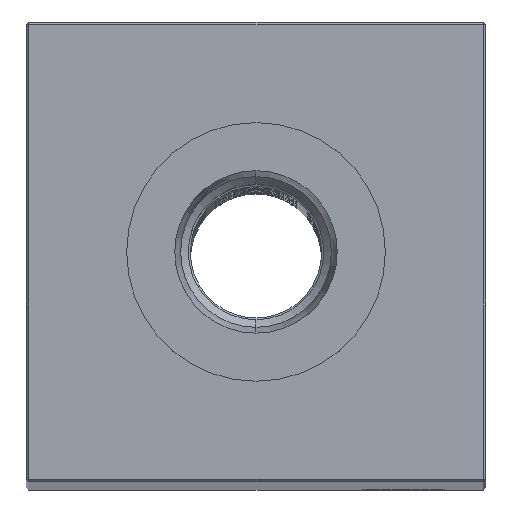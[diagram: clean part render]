
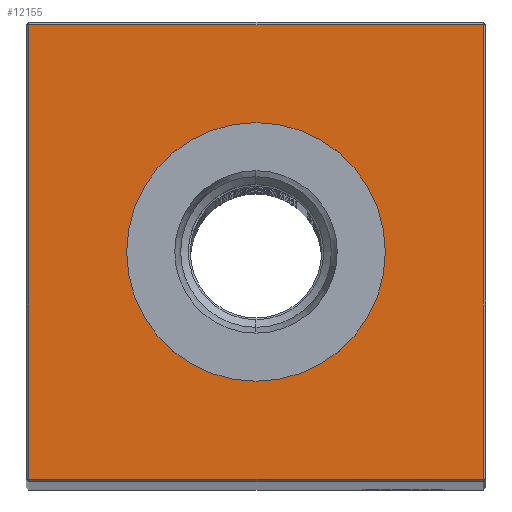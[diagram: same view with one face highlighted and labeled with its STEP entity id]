
A CAD part, top view. The second image highlights one B-rep face of the part: STEP entity #12155.
In plain terms, the highlighted planar face has unit normal (0, 0, 1).
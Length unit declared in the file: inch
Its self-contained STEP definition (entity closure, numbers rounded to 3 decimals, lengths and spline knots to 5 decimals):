
#742 = EDGE_CURVE ( 'NONE', #7784, #14060, #31232, .T. ) ;
#1347 = EDGE_CURVE ( 'NONE', #5138, #13716, #25369, .T. ) ;
#1485 = DIRECTION ( 'NONE',  ( -1., 0., 0. ) ) ;
#1524 = CARTESIAN_POINT ( 'NONE',  ( 0.865, -0.865, 17.75 ) ) ;
#2986 = CARTESIAN_POINT ( 'NONE',  ( 0., -0.865, 17.75 ) ) ;
#3127 = EDGE_CURVE ( 'NONE', #23824, #31347, #27455, .T. ) ;
#3808 = DIRECTION ( 'NONE',  ( 0., 0., -1. ) ) ;
#4312 = CARTESIAN_POINT ( 'NONE',  ( 0., -0.49213, 17.75 ) ) ;
#5138 = VERTEX_POINT ( 'NONE', #21488 ) ;
#5772 = CARTESIAN_POINT ( 'NONE',  ( 0., 0.49213, 17.75 ) ) ;
#5861 = VECTOR ( 'NONE', #13134, 39.37008 ) ;
#6183 = CARTESIAN_POINT ( 'NONE',  ( 0., 0., 17.75 ) ) ;
#6468 = DIRECTION ( 'NONE',  ( -1., 0., 0. ) ) ;
#6632 = ORIENTED_EDGE ( 'NONE', *, *, #1347, .T. ) ;
#7587 = EDGE_CURVE ( 'NONE', #31347, #23824, #21390, .T. ) ;
#7784 = VERTEX_POINT ( 'NONE', #27605 ) ;
#8135 = CARTESIAN_POINT ( 'NONE',  ( 0., 0., 17.75 ) ) ;
#9388 = VECTOR ( 'NONE', #10232, 39.37008 ) ;
#9547 = LINE ( 'NONE', #19655, #32515 ) ;
#9599 = ORIENTED_EDGE ( 'NONE', *, *, #22349, .T. ) ;
#10232 = DIRECTION ( 'NONE',  ( -1., 0., 0. ) ) ;
#10606 = DIRECTION ( 'NONE',  ( 0., -1., 0. ) ) ;
#11405 = EDGE_LOOP ( 'NONE', ( #14846, #16134 ) ) ;
#12155 = ADVANCED_FACE ( 'NONE', ( #13813, #26938 ), #24284, .F. ) ;
#12797 = DIRECTION ( 'NONE',  ( -1., 0., 0. ) ) ;
#13134 = DIRECTION ( 'NONE',  ( 1., 0., 0. ) ) ;
#13259 = LINE ( 'NONE', #31039, #24699 ) ;
#13716 = VERTEX_POINT ( 'NONE', #19172 ) ;
#13813 = FACE_OUTER_BOUND ( 'NONE', #30977, .T. ) ;
#14060 = VERTEX_POINT ( 'NONE', #1524 ) ;
#14534 = ORIENTED_EDGE ( 'NONE', *, *, #27736, .T. ) ;
#14846 = ORIENTED_EDGE ( 'NONE', *, *, #7587, .T. ) ;
#15184 = AXIS2_PLACEMENT_3D ( 'NONE', #8135, #15779, #12797 ) ;
#15520 = AXIS2_PLACEMENT_3D ( 'NONE', #6183, #31590, #1485 ) ;
#15779 = DIRECTION ( 'NONE',  ( 0., 0., -1. ) ) ;
#16134 = ORIENTED_EDGE ( 'NONE', *, *, #3127, .T. ) ;
#18067 = ORIENTED_EDGE ( 'NONE', *, *, #742, .T. ) ;
#19172 = CARTESIAN_POINT ( 'NONE',  ( -0.865, 0.865, 17.75 ) ) ;
#19655 = CARTESIAN_POINT ( 'NONE',  ( 0.865, 0., 17.75 ) ) ;
#21390 = CIRCLE ( 'NONE', #28287, 0.49213 ) ;
#21488 = CARTESIAN_POINT ( 'NONE',  ( 0.865, 0.865, 17.75 ) ) ;
#22349 = EDGE_CURVE ( 'NONE', #14060, #5138, #9547, .T. ) ;
#23824 = VERTEX_POINT ( 'NONE', #4312 ) ;
#24284 = PLANE ( 'NONE',  #15520 ) ;
#24418 = CARTESIAN_POINT ( 'NONE',  ( 0., 0., 17.75 ) ) ;
#24699 = VECTOR ( 'NONE', #10606, 39.37008 ) ;
#25369 = LINE ( 'NONE', #31004, #9388 ) ;
#26938 = FACE_BOUND ( 'NONE', #11405, .T. ) ;
#27336 = DIRECTION ( 'NONE',  ( 0., 1., 0. ) ) ;
#27455 = CIRCLE ( 'NONE', #15184, 0.49213 ) ;
#27605 = CARTESIAN_POINT ( 'NONE',  ( -0.865, -0.865, 17.75 ) ) ;
#27736 = EDGE_CURVE ( 'NONE', #13716, #7784, #13259, .T. ) ;
#28287 = AXIS2_PLACEMENT_3D ( 'NONE', #24418, #3808, #6468 ) ;
#30977 = EDGE_LOOP ( 'NONE', ( #14534, #18067, #9599, #6632 ) ) ;
#31004 = CARTESIAN_POINT ( 'NONE',  ( 0., 0.865, 17.75 ) ) ;
#31039 = CARTESIAN_POINT ( 'NONE',  ( -0.865, 0., 17.75 ) ) ;
#31232 = LINE ( 'NONE', #2986, #5861 ) ;
#31347 = VERTEX_POINT ( 'NONE', #5772 ) ;
#31590 = DIRECTION ( 'NONE',  ( 0., 0., -1. ) ) ;
#32515 = VECTOR ( 'NONE', #27336, 39.37008 ) ;
